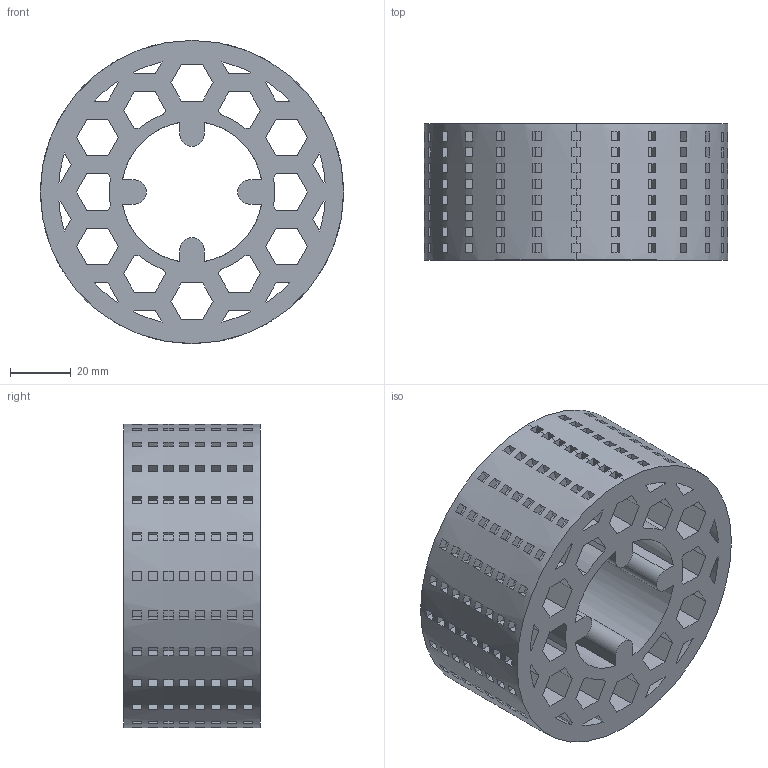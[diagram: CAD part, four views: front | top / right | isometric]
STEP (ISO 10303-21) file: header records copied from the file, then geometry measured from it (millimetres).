
FILE_DESCRIPTION (( 'STEP AP214' ), '1' );
FILE_NAME ('MiniRover Rubber_Wheel_RimV2TPU.STEP', '2026-01-18T22:17:59', ( '' ), ( '' ), 'SwSTEP 2.0', 'SolidWorks 2025', '' );
FILE_SCHEMA (( 'AUTOMOTIVE_DESIGN' ));
Length unit declared in the file: millimetre
Products named in the file (1): MiniRover Rubber_Wheel_RimV2TPU
Bounding box: 100 x 45 x 100 mm (x, y, z)
Volume: 202467.9 mm3; surface area: 72539.9 mm2
Topology: 1 solids, 1 shells, 1129 faces, 2841 edges, 1894 vertices
Faces by surface type: plane 894, cylinder 235
Entity records: 34092 total; most frequent: DIRECTION 5995, CARTESIAN_POINT 5865, ORIENTED_EDGE 5682, EDGE_CURVE 2841, AXIS2_PLACEMENT_3D 2024, VECTOR 1947, LINE 1947, VERTEX_POINT 1894
